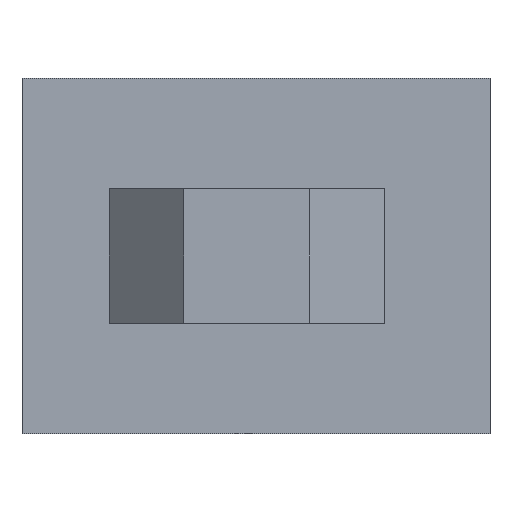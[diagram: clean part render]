
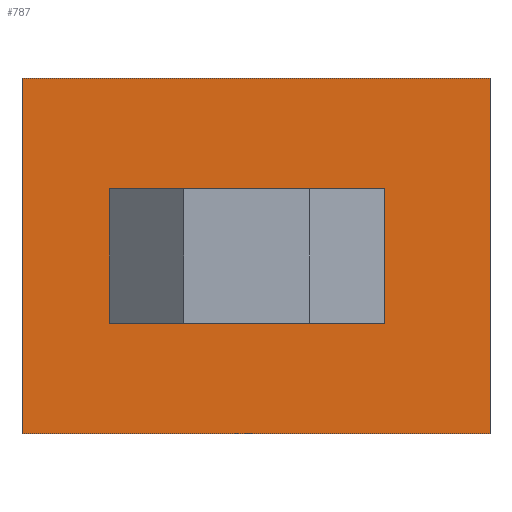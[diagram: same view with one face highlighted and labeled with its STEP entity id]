
A CAD part, left-side view. The second image highlights one B-rep face of the part: STEP entity #787.
In plain terms, the highlighted planar face has unit normal (-1, 0, 0).
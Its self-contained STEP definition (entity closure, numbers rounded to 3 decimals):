
#10 = EDGE_LOOP ( 'NONE', ( #1462, #807, #506, #1591 ) ) ;
#29 = VERTEX_POINT ( 'NONE', #1619 ) ;
#38 = EDGE_CURVE ( 'NONE', #860, #1378, #371, .T. ) ;
#45 = VERTEX_POINT ( 'NONE', #248 ) ;
#49 = DIRECTION ( 'NONE',  ( 0., -1., 0. ) ) ;
#78 = CARTESIAN_POINT ( 'NONE',  ( 0., -11.5, 6.25 ) ) ;
#87 = CARTESIAN_POINT ( 'NONE',  ( 0., -16., 9.25 ) ) ;
#90 = CARTESIAN_POINT ( 'NONE',  ( 0., 0., 19. ) ) ;
#105 = EDGE_CURVE ( 'NONE', #469, #961, #887, .T. ) ;
#181 = LINE ( 'NONE', #348, #500 ) ;
#216 = CARTESIAN_POINT ( 'NONE',  ( 0., -25., 19. ) ) ;
#222 = VECTOR ( 'NONE', #858, 1000. ) ;
#238 = CARTESIAN_POINT ( 'NONE',  ( 0., -16., 6.25 ) ) ;
#248 = CARTESIAN_POINT ( 'NONE',  ( 0., 0., 0. ) ) ;
#303 = CARTESIAN_POINT ( 'NONE',  ( 0., -8., 19. ) ) ;
#317 = CARTESIAN_POINT ( 'NONE',  ( 0., -25., 0. ) ) ;
#342 = ORIENTED_EDGE ( 'NONE', *, *, #1239, .F. ) ;
#348 = CARTESIAN_POINT ( 'NONE',  ( 0., -21., 0. ) ) ;
#371 = LINE ( 'NONE', #950, #490 ) ;
#382 = FACE_OUTER_BOUND ( 'NONE', #10, .T. ) ;
#412 = ORIENTED_EDGE ( 'NONE', *, *, #1496, .F. ) ;
#440 = DIRECTION ( 'NONE',  ( 0., -1., 0. ) ) ;
#451 = ORIENTED_EDGE ( 'NONE', *, *, #105, .F. ) ;
#469 = VERTEX_POINT ( 'NONE', #78 ) ;
#490 = VECTOR ( 'NONE', #1345, 1000. ) ;
#493 = AXIS2_PLACEMENT_3D ( 'NONE', #1365, #1070, #948 ) ;
#500 = VECTOR ( 'NONE', #890, 1000. ) ;
#506 = ORIENTED_EDGE ( 'NONE', *, *, #1592, .F. ) ;
#567 = LINE ( 'NONE', #663, #837 ) ;
#596 = LINE ( 'NONE', #1416, #1186 ) ;
#601 = VECTOR ( 'NONE', #440, 1000. ) ;
#623 = DIRECTION ( 'NONE',  ( 0., 1., 0. ) ) ;
#625 = CARTESIAN_POINT ( 'NONE',  ( 0., -8., 12.75 ) ) ;
#663 = CARTESIAN_POINT ( 'NONE',  ( 0., 0., 19. ) ) ;
#722 = DIRECTION ( 'NONE',  ( 0., 1., 0. ) ) ;
#732 = CARTESIAN_POINT ( 'NONE',  ( 0., -16., 19. ) ) ;
#787 = ADVANCED_FACE ( 'NONE', ( #1694, #382 ), #1281, .F. ) ;
#807 = ORIENTED_EDGE ( 'NONE', *, *, #1352, .F. ) ;
#833 = DIRECTION ( 'NONE',  ( 0., 0., -1. ) ) ;
#837 = VECTOR ( 'NONE', #1200, 1000. ) ;
#847 = VERTEX_POINT ( 'NONE', #625 ) ;
#858 = DIRECTION ( 'NONE',  ( 0., 0., 1. ) ) ;
#860 = VERTEX_POINT ( 'NONE', #216 ) ;
#887 = LINE ( 'NONE', #1502, #601 ) ;
#890 = DIRECTION ( 'NONE',  ( 0., -1., 0. ) ) ;
#916 = AXIS2_PLACEMENT_3D ( 'NONE', #1402, #1680, #722 ) ;
#922 = CARTESIAN_POINT ( 'NONE',  ( 0., -8., 9.75 ) ) ;
#933 = VERTEX_POINT ( 'NONE', #87 ) ;
#948 = DIRECTION ( 'NONE',  ( 0., 1., 0. ) ) ;
#949 = LINE ( 'NONE', #732, #222 ) ;
#950 = CARTESIAN_POINT ( 'NONE',  ( 0., -25., 19. ) ) ;
#961 = VERTEX_POINT ( 'NONE', #238 ) ;
#981 = VECTOR ( 'NONE', #833, 1000. ) ;
#1029 = VERTEX_POINT ( 'NONE', #922 ) ;
#1070 = DIRECTION ( 'NONE',  ( -1., 0., 0. ) ) ;
#1120 = EDGE_CURVE ( 'NONE', #1029, #469, #1254, .T. ) ;
#1140 = ORIENTED_EDGE ( 'NONE', *, *, #1120, .F. ) ;
#1149 = CARTESIAN_POINT ( 'NONE',  ( 0., 0., 12.75 ) ) ;
#1160 = DIRECTION ( 'NONE',  ( 1., 0., 0. ) ) ;
#1186 = VECTOR ( 'NONE', #49, 1000. ) ;
#1196 = VECTOR ( 'NONE', #623, 1000. ) ;
#1200 = DIRECTION ( 'NONE',  ( 0., 0., 1. ) ) ;
#1227 = ORIENTED_EDGE ( 'NONE', *, *, #1367, .F. ) ;
#1239 = EDGE_CURVE ( 'NONE', #847, #1029, #1713, .T. ) ;
#1254 = CIRCLE ( 'NONE', #493, 3.5 ) ;
#1281 = PLANE ( 'NONE',  #1557 ) ;
#1341 = EDGE_CURVE ( 'NONE', #933, #29, #1648, .T. ) ;
#1345 = DIRECTION ( 'NONE',  ( 0., 0., -1. ) ) ;
#1352 = EDGE_CURVE ( 'NONE', #1676, #860, #596, .T. ) ;
#1354 = ORIENTED_EDGE ( 'NONE', *, *, #1341, .F. ) ;
#1365 = CARTESIAN_POINT ( 'NONE',  ( 0., -11.5, 9.75 ) ) ;
#1367 = EDGE_CURVE ( 'NONE', #961, #933, #949, .T. ) ;
#1378 = VERTEX_POINT ( 'NONE', #317 ) ;
#1402 = CARTESIAN_POINT ( 'NONE',  ( 0., -12.5, 9.25 ) ) ;
#1416 = CARTESIAN_POINT ( 'NONE',  ( 0., 0., 19. ) ) ;
#1424 = CARTESIAN_POINT ( 'NONE',  ( 0., 0., 19. ) ) ;
#1434 = DIRECTION ( 'NONE',  ( 0., 1., 0. ) ) ;
#1462 = ORIENTED_EDGE ( 'NONE', *, *, #38, .F. ) ;
#1496 = EDGE_CURVE ( 'NONE', #29, #847, #1560, .T. ) ;
#1502 = CARTESIAN_POINT ( 'NONE',  ( 0., 0., 6.25 ) ) ;
#1543 = EDGE_CURVE ( 'NONE', #45, #1378, #181, .T. ) ;
#1557 = AXIS2_PLACEMENT_3D ( 'NONE', #1424, #1160, #1434 ) ;
#1560 = LINE ( 'NONE', #1149, #1196 ) ;
#1565 = EDGE_LOOP ( 'NONE', ( #451, #1140, #342, #412, #1354, #1227 ) ) ;
#1591 = ORIENTED_EDGE ( 'NONE', *, *, #1543, .T. ) ;
#1592 = EDGE_CURVE ( 'NONE', #45, #1676, #567, .T. ) ;
#1619 = CARTESIAN_POINT ( 'NONE',  ( 0., -12.5, 12.75 ) ) ;
#1648 = CIRCLE ( 'NONE', #916, 3.5 ) ;
#1676 = VERTEX_POINT ( 'NONE', #90 ) ;
#1680 = DIRECTION ( 'NONE',  ( -1., 0., 0. ) ) ;
#1694 = FACE_BOUND ( 'NONE', #1565, .T. ) ;
#1713 = LINE ( 'NONE', #303, #981 ) ;
